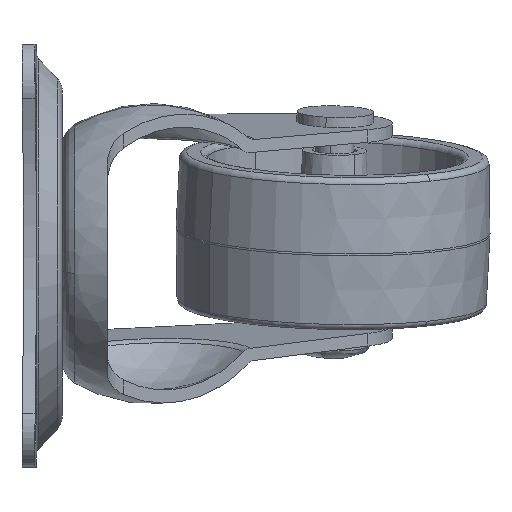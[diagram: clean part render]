
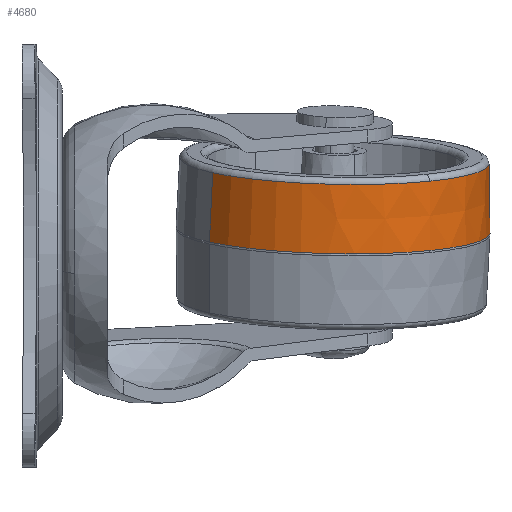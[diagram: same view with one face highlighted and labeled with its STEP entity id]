
A CAD part, left-side view. The second image highlights one B-rep face of the part: STEP entity #4680.
In plain terms, the highlighted free-form (B-spline) face has degree [2, 3] with [3, 4] control points.
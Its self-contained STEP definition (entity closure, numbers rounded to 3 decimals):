
#383 = ORIENTED_EDGE ( 'NONE', *, *, #1294, .T. ) ;
#396 = CARTESIAN_POINT ( 'NONE',  ( -0.078, -12.249, 0. ) ) ;
#457 = EDGE_CURVE ( 'NONE', #2674, #3686, #2460, .T. ) ;
#584 = EDGE_CURVE ( 'NONE', #5517, #3686, #1351, .T. ) ;
#821 = CARTESIAN_POINT ( 'NONE',  ( -2.806, -12.228, 0. ) ) ;
#936 = CARTESIAN_POINT ( 'NONE',  ( -0.078, 0., 0. ) ) ;
#973 = DIRECTION ( 'NONE',  ( -1., 0., 0. ) ) ;
#991 = ORIENTED_EDGE ( 'NONE', *, *, #5630, .T. ) ;
#1232 = CARTESIAN_POINT ( 'NONE',  ( -0.078, 0., -12.249 ) ) ;
#1240 = CARTESIAN_POINT ( 'NONE',  ( -0.078, 12.249, 0. ) ) ;
#1283 = DIRECTION ( 'NONE',  ( 0., 0., 1. ) ) ;
#1294 = EDGE_CURVE ( 'NONE', #3390, #1518, #1733, .T. ) ;
#1327 = CARTESIAN_POINT ( 'NONE',  ( -2.806, 12.228, -24.456 ) ) ;
#1333 = AXIS2_PLACEMENT_3D ( 'NONE', #4682, #5140, #4724 ) ;
#1351 = B_SPLINE_CURVE_WITH_KNOTS ( 'NONE', 2,
 ( #1443, #2344, #4061 ),
 .UNSPECIFIED., .F., .F.,
 ( 3, 3 ),
 ( 0.013, 0.921 ),
 .UNSPECIFIED. ) ;
#1443 = CARTESIAN_POINT ( 'NONE',  ( -0.078, 12.249, 0. ) ) ;
#1487 = EDGE_CURVE ( 'NONE', #5517, #3390, #2082, .T. ) ;
#1518 = VERTEX_POINT ( 'NONE', #2444 ) ;
#1631 =( BOUNDED_SURFACE ( )  B_SPLINE_SURFACE ( 2, 3, ( 
 ( #4440, #2230, #2181, #396 ),
 ( #4418, #1327, #2589, #821 ),
 ( #5763, #2671, #2215, #3054 ) ),
 .UNSPECIFIED., .F., .F., .T. ) 
 B_SPLINE_SURFACE_WITH_KNOTS ( ( 3, 3 ),
 ( 4, 4 ),
 ( 0.013, 0.921 ),
 ( 0., 1. ),
 .UNSPECIFIED. ) 
 GEOMETRIC_REPRESENTATION_ITEM ( )  RATIONAL_B_SPLINE_SURFACE ( (
 ( 1., 0.333, 0.333, 1.),
 ( 1., 0.333, 0.333, 1.),
 ( 1., 0.333, 0.333, 1.) ) ) 
 REPRESENTATION_ITEM ( '' )  SURFACE ( )  );
#1733 = CIRCLE ( 'NONE', #1855, 12.249 ) ;
#1783 = CARTESIAN_POINT ( 'NONE',  ( -0.078, -12.249, 0. ) ) ;
#1855 = AXIS2_PLACEMENT_3D ( 'NONE', #936, #973, #5063 ) ;
#2082 = CIRCLE ( 'NONE', #1333, 12.249 ) ;
#2181 = CARTESIAN_POINT ( 'NONE',  ( -0.078, -12.249, -24.499 ) ) ;
#2215 = CARTESIAN_POINT ( 'NONE',  ( -5.529, -12.068, -24.137 ) ) ;
#2230 = CARTESIAN_POINT ( 'NONE',  ( -0.078, 12.249, -24.499 ) ) ;
#2344 = CARTESIAN_POINT ( 'NONE',  ( -2.806, 12.228, 0. ) ) ;
#2444 = CARTESIAN_POINT ( 'NONE',  ( -0.078, -12.249, 0. ) ) ;
#2460 = CIRCLE ( 'NONE', #3290, 12.068 ) ;
#2589 = CARTESIAN_POINT ( 'NONE',  ( -2.806, -12.228, -24.456 ) ) ;
#2646 = CARTESIAN_POINT ( 'NONE',  ( -5.529, 0., 0. ) ) ;
#2671 = CARTESIAN_POINT ( 'NONE',  ( -5.529, 12.068, -24.137 ) ) ;
#2674 = VERTEX_POINT ( 'NONE', #4782 ) ;
#2721 = AXIS2_PLACEMENT_3D ( 'NONE', #2646, #2775, #4887 ) ;
#2775 = DIRECTION ( 'NONE',  ( 1., 0., 0. ) ) ;
#2786 = FACE_OUTER_BOUND ( 'NONE', #2964, .T. ) ;
#2897 = CARTESIAN_POINT ( 'NONE',  ( -5.529, -12.068, 0. ) ) ;
#2964 = EDGE_LOOP ( 'NONE', ( #383, #991, #4533, #3407, #5018, #4874 ) ) ;
#3021 = EDGE_CURVE ( 'NONE', #5535, #2674, #3671, .T. ) ;
#3054 = CARTESIAN_POINT ( 'NONE',  ( -5.529, -12.068, 0. ) ) ;
#3126 = CARTESIAN_POINT ( 'NONE',  ( -5.529, 0., 0. ) ) ;
#3290 = AXIS2_PLACEMENT_3D ( 'NONE', #3126, #3501, #1283 ) ;
#3390 = VERTEX_POINT ( 'NONE', #1232 ) ;
#3407 = ORIENTED_EDGE ( 'NONE', *, *, #457, .T. ) ;
#3485 = CARTESIAN_POINT ( 'NONE',  ( -5.529, -12.068, 0. ) ) ;
#3501 = DIRECTION ( 'NONE',  ( 1., 0., 0. ) ) ;
#3671 = CIRCLE ( 'NONE', #2721, 12.068 ) ;
#3686 = VERTEX_POINT ( 'NONE', #5347 ) ;
#4061 = CARTESIAN_POINT ( 'NONE',  ( -5.529, 12.068, 0. ) ) ;
#4418 = CARTESIAN_POINT ( 'NONE',  ( -2.806, 12.228, 0. ) ) ;
#4440 = CARTESIAN_POINT ( 'NONE',  ( -0.078, 12.249, 0. ) ) ;
#4533 = ORIENTED_EDGE ( 'NONE', *, *, #3021, .T. ) ;
#4680 = ADVANCED_FACE ( 'NONE', ( #2786 ), #1631, .F. ) ;
#4682 = CARTESIAN_POINT ( 'NONE',  ( -0.078, 0., 0. ) ) ;
#4724 = DIRECTION ( 'NONE',  ( 0., 0., 1. ) ) ;
#4782 = CARTESIAN_POINT ( 'NONE',  ( -5.529, 0., -12.068 ) ) ;
#4874 = ORIENTED_EDGE ( 'NONE', *, *, #1487, .T. ) ;
#4887 = DIRECTION ( 'NONE',  ( 0., 0., 1. ) ) ;
#4977 = CARTESIAN_POINT ( 'NONE',  ( -2.806, -12.228, 0. ) ) ;
#5018 = ORIENTED_EDGE ( 'NONE', *, *, #584, .F. ) ;
#5063 = DIRECTION ( 'NONE',  ( 0., 0., 1. ) ) ;
#5140 = DIRECTION ( 'NONE',  ( -1., 0., 0. ) ) ;
#5347 = CARTESIAN_POINT ( 'NONE',  ( -5.529, 12.068, 0. ) ) ;
#5517 = VERTEX_POINT ( 'NONE', #1240 ) ;
#5535 = VERTEX_POINT ( 'NONE', #3485 ) ;
#5589 = B_SPLINE_CURVE_WITH_KNOTS ( 'NONE', 2,
 ( #1783, #4977, #2897 ),
 .UNSPECIFIED., .F., .F.,
 ( 3, 3 ),
 ( 0.013, 0.921 ),
 .UNSPECIFIED. ) ;
#5630 = EDGE_CURVE ( 'NONE', #1518, #5535, #5589, .T. ) ;
#5763 = CARTESIAN_POINT ( 'NONE',  ( -5.529, 12.068, 0. ) ) ;
